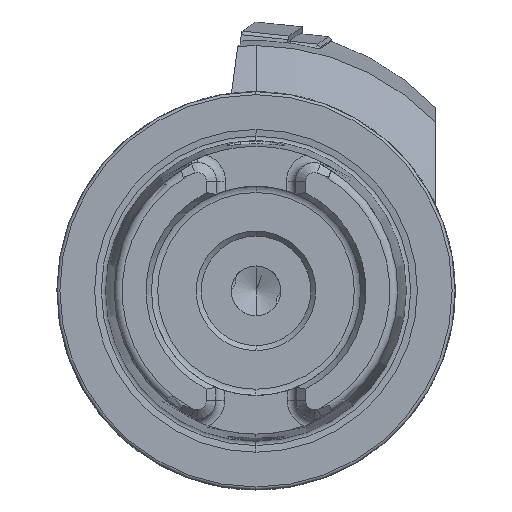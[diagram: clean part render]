
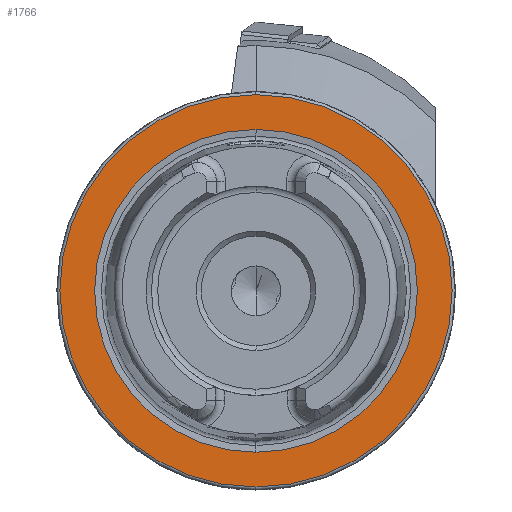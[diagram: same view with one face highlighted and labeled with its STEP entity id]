
A CAD part, left-side view. The second image highlights one B-rep face of the part: STEP entity #1766.
In plain terms, the highlighted planar face has unit normal (-1, 0, 0).
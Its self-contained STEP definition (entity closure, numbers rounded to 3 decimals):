
#24 = AXIS2_PLACEMENT_3D ( 'NONE', #121, #99, #111 ) ;
#99 = DIRECTION ( 'NONE',  ( 1., 0., 0. ) ) ;
#111 = DIRECTION ( 'NONE',  ( 0., 0., -1. ) ) ;
#112 = PLANE ( 'NONE',  #24 ) ;
#121 = CARTESIAN_POINT ( 'NONE',  ( 0., 19.7, 0. ) ) ;
#812 = VERTEX_POINT ( 'NONE', #9481 ) ;
#827 = VERTEX_POINT ( 'NONE', #9480 ) ;
#851 = ORIENTED_EDGE ( 'NONE', *, *, #3899, .T. ) ;
#882 = ORIENTED_EDGE ( 'NONE', *, *, #11476, .T. ) ;
#884 = ORIENTED_EDGE ( 'NONE', *, *, #2227, .F. ) ;
#918 = ORIENTED_EDGE ( 'NONE', *, *, #3911, .F. ) ;
#1766 = ADVANCED_FACE ( 'NONE', ( #6631, #6634 ), #112, .F. ) ;
#2057 = EDGE_LOOP ( 'NONE', ( #918, #884 ) ) ;
#2061 = EDGE_LOOP ( 'NONE', ( #882, #851 ) ) ;
#2227 = EDGE_CURVE ( 'NONE', #3496, #827, #7067, .T. ) ;
#3496 = VERTEX_POINT ( 'NONE', #5304 ) ;
#3552 = VERTEX_POINT ( 'NONE', #5351 ) ;
#3899 = EDGE_CURVE ( 'NONE', #3552, #812, #8014, .T. ) ;
#3911 = EDGE_CURVE ( 'NONE', #827, #3496, #8027, .T. ) ;
#4373 = AXIS2_PLACEMENT_3D ( 'NONE', #7357, #7358, #7359 ) ;
#4551 = AXIS2_PLACEMENT_3D ( 'NONE', #8923, #8924, #8925 ) ;
#4559 = AXIS2_PLACEMENT_3D ( 'NONE', #12801, #12802, #12803 ) ;
#5304 = CARTESIAN_POINT ( 'NONE',  ( 0., 0., -16.207 ) ) ;
#5351 = CARTESIAN_POINT ( 'NONE',  ( 0., 0., -19.7 ) ) ;
#6631 = FACE_BOUND ( 'NONE', #2057, .T. ) ;
#6634 = FACE_OUTER_BOUND ( 'NONE', #2061, .T. ) ;
#7067 = CIRCLE ( 'NONE', #4373, 16.207 ) ;
#7357 = CARTESIAN_POINT ( 'NONE',  ( 0., 0., 0. ) ) ;
#7358 = DIRECTION ( 'NONE',  ( -1., 0., 0. ) ) ;
#7359 = DIRECTION ( 'NONE',  ( 0., 0., 1. ) ) ;
#8014 = CIRCLE ( 'NONE', #4551, 19.7 ) ;
#8027 = CIRCLE ( 'NONE', #4559, 16.207 ) ;
#8923 = CARTESIAN_POINT ( 'NONE',  ( 0., 0., 0. ) ) ;
#8924 = DIRECTION ( 'NONE',  ( -1., 0., 0. ) ) ;
#8925 = DIRECTION ( 'NONE',  ( 0., 0., 1. ) ) ;
#9480 = CARTESIAN_POINT ( 'NONE',  ( 0., 0., 16.207 ) ) ;
#9481 = CARTESIAN_POINT ( 'NONE',  ( 0., 0., 19.7 ) ) ;
#10589 = CIRCLE ( 'NONE', #11850, 19.7 ) ;
#11476 = EDGE_CURVE ( 'NONE', #812, #3552, #10589, .T. ) ;
#11850 = AXIS2_PLACEMENT_3D ( 'NONE', #13349, #13350, #13351 ) ;
#12801 = CARTESIAN_POINT ( 'NONE',  ( 0., 0., 0. ) ) ;
#12802 = DIRECTION ( 'NONE',  ( -1., 0., 0. ) ) ;
#12803 = DIRECTION ( 'NONE',  ( 0., 0., 1. ) ) ;
#13349 = CARTESIAN_POINT ( 'NONE',  ( 0., 0., 0. ) ) ;
#13350 = DIRECTION ( 'NONE',  ( -1., 0., 0. ) ) ;
#13351 = DIRECTION ( 'NONE',  ( 0., 0., 1. ) ) ;
